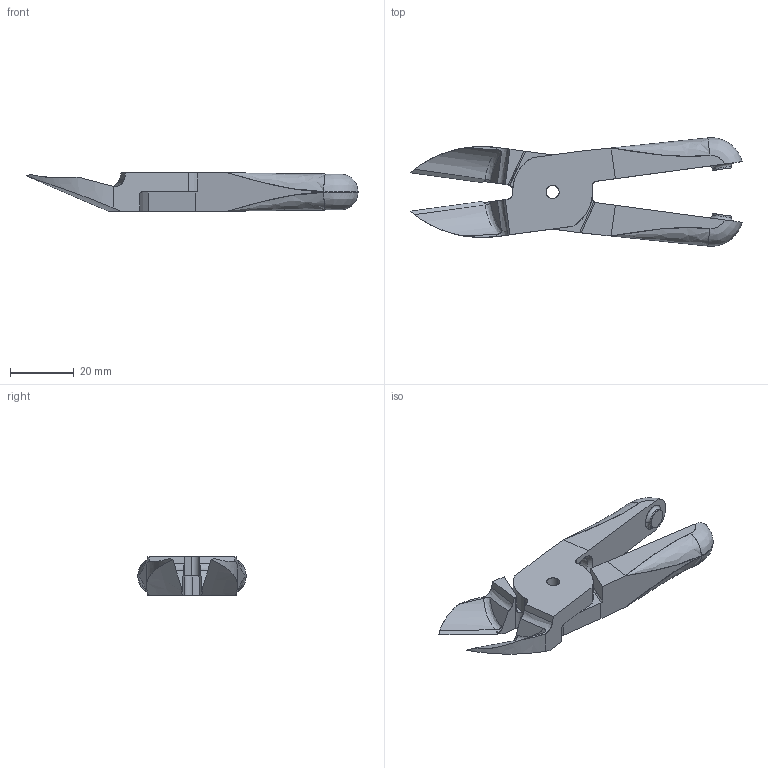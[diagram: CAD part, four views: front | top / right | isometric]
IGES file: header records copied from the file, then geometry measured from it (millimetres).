
Start section: SolidWorks IGES file using analytic representation for surfaces
Global section: file name: N20AA27.IGS,  15; native system: HSolidWorks 2010; preprocessor: SolidWorks 2010; author: NP3-7; date: 191212.070829; units: millimetre
Bounding box: 103.86 x 33.93 x 12 mm (x, y, z)
Surface area: 8917.9 mm2 (no closed solid volume)
Topology: 0 solids, 0 shells, 98 faces, 1244 edges, 1236 vertices
Faces by surface type: bspline 52, revolution 46
